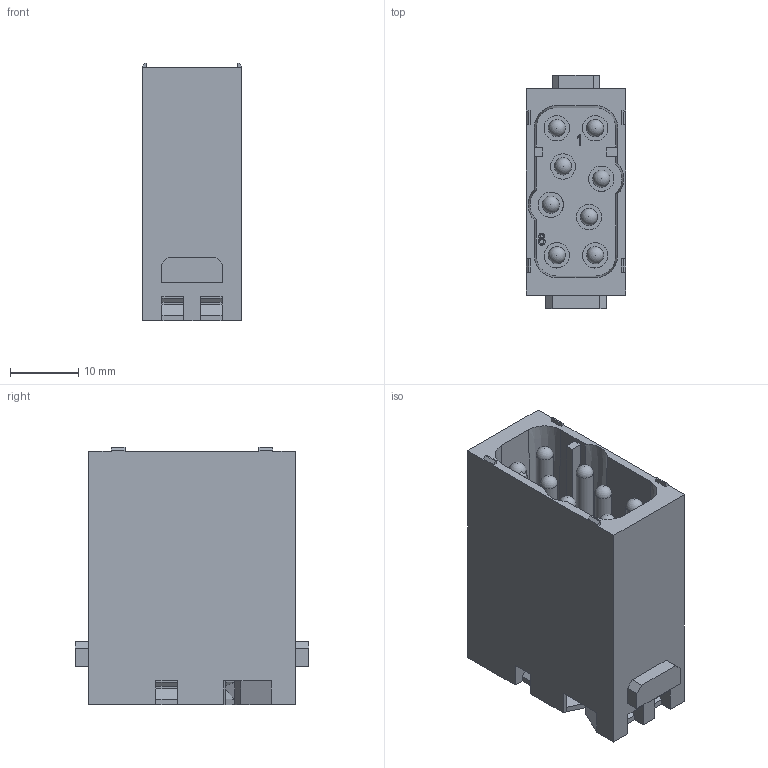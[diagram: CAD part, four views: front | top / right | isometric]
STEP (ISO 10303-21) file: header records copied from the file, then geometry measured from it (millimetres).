
FILE_DESCRIPTION(/* description */ (''),/* implementation_level */ '2;1');
FILE_NAME(/* name */ '100609897ugm000_c.stp',/* time_stamp */ '2019-05-03T08:39:06+02:00',/* author */ (''),/* organization */ (''),/* preprocessor_version */ 'ST-DEVELOPER v16.7',/* originating_system */ 'SIEMENS PLM Software NX 12.0',/* authorisation */ '');
FILE_SCHEMA (('AUTOMOTIVE_DESIGN { 1 0 10303 214 3 1 1 1 }'));
Length unit declared in the file: millimetre
Products named in the file (1): 100609897ugm000_c
Bounding box: 14.6 x 34.2 x 37.66 mm (x, y, z)
Volume: 11547.5 mm3; surface area: 7908.4 mm2
Topology: 1 solids, 1 shells, 509 faces, 1455 edges, 1076 vertices
Faces by surface type: plane 409, cylinder 50, cone 22, extrusion 20, sphere 8
Full cylindrical faces by diameter (mm): 1.025 x1, 1.211 x1, 2.3 x8, 2.5 x8, 3.2 x8, 3.7 x8, 3.8 x8
Entity records: 20241 total; most frequent: CARTESIAN_POINT 3921, ORIENTED_EDGE 2498, DIRECTION 2308, EDGE_CURVE 1249, VECTOR 1088, LINE 1068, VERTEX_POINT 858, EDGE_LOOP 617
